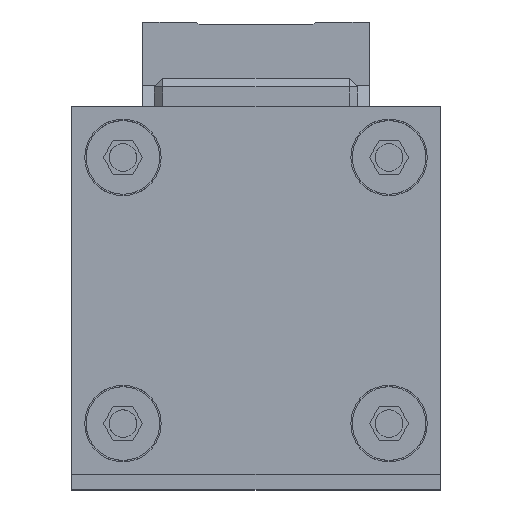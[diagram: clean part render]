
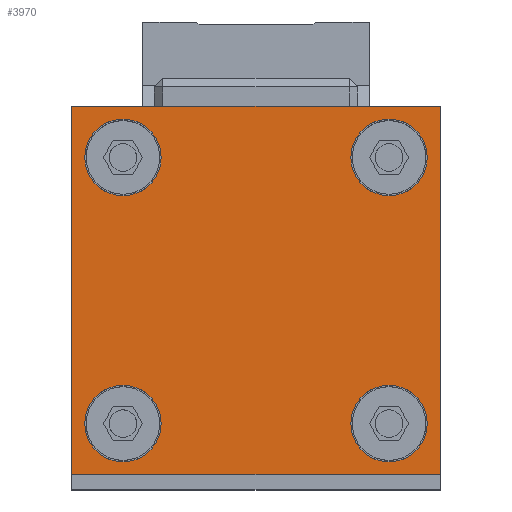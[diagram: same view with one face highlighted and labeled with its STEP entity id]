
A CAD part, top view. The second image highlights one B-rep face of the part: STEP entity #3970.
In plain terms, the highlighted planar face has unit normal (0, 0, 1).
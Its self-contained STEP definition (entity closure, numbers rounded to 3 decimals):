
#100=FACE_BOUND('',#648,.T.);
#101=FACE_BOUND('',#649,.T.);
#102=FACE_BOUND('',#650,.T.);
#103=FACE_BOUND('',#651,.T.);
#104=FACE_BOUND('',#652,.T.);
#180=CIRCLE('',#4230,6.75);
#184=CIRCLE('',#4237,6.75);
#188=CIRCLE('',#4244,6.75);
#192=CIRCLE('',#4251,6.75);
#648=EDGE_LOOP('',(#2949));
#649=EDGE_LOOP('',(#2950));
#650=EDGE_LOOP('',(#2951));
#651=EDGE_LOOP('',(#2952));
#652=EDGE_LOOP('',(#2953,#2954,#2955,#2956));
#1029=LINE('',#6110,#1439);
#1030=LINE('',#6112,#1440);
#1031=LINE('',#6114,#1441);
#1032=LINE('',#6115,#1442);
#1439=VECTOR('',#5026,65.);
#1440=VECTOR('',#5027,65.);
#1441=VECTOR('',#5028,65.);
#1442=VECTOR('',#5029,65.);
#1789=VERTEX_POINT('',#5997);
#1793=VERTEX_POINT('',#6008);
#1797=VERTEX_POINT('',#6019);
#1801=VERTEX_POINT('',#6030);
#1826=VERTEX_POINT('',#6108);
#1827=VERTEX_POINT('',#6109);
#1828=VERTEX_POINT('',#6111);
#1829=VERTEX_POINT('',#6113);
#2190=EDGE_CURVE('',#1789,#1789,#180,.T.);
#2194=EDGE_CURVE('',#1793,#1793,#184,.T.);
#2198=EDGE_CURVE('',#1797,#1797,#188,.T.);
#2202=EDGE_CURVE('',#1801,#1801,#192,.T.);
#2239=EDGE_CURVE('',#1826,#1827,#1029,.T.);
#2240=EDGE_CURVE('',#1828,#1826,#1030,.T.);
#2241=EDGE_CURVE('',#1829,#1828,#1031,.T.);
#2242=EDGE_CURVE('',#1827,#1829,#1032,.T.);
#2949=ORIENTED_EDGE('',*,*,#2190,.T.);
#2950=ORIENTED_EDGE('',*,*,#2194,.T.);
#2951=ORIENTED_EDGE('',*,*,#2198,.T.);
#2952=ORIENTED_EDGE('',*,*,#2202,.T.);
#2953=ORIENTED_EDGE('',*,*,#2239,.F.);
#2954=ORIENTED_EDGE('',*,*,#2240,.F.);
#2955=ORIENTED_EDGE('',*,*,#2241,.F.);
#2956=ORIENTED_EDGE('',*,*,#2242,.F.);
#3503=PLANE('',#4267);
#3970=ADVANCED_FACE('',(#100,#101,#102,#103,#104),#3503,.T.);
#4230=AXIS2_PLACEMENT_3D('',#5998,#4914,#4915);
#4237=AXIS2_PLACEMENT_3D('',#6009,#4928,#4929);
#4244=AXIS2_PLACEMENT_3D('',#6020,#4942,#4943);
#4251=AXIS2_PLACEMENT_3D('',#6031,#4956,#4957);
#4267=AXIS2_PLACEMENT_3D('',#6107,#5024,#5025);
#4914=DIRECTION('center_axis',(0.,0.,-1.));
#4915=DIRECTION('ref_axis',(-1.,0.,0.));
#4928=DIRECTION('center_axis',(0.,0.,-1.));
#4929=DIRECTION('ref_axis',(-1.,0.,0.));
#4942=DIRECTION('center_axis',(0.,0.,-1.));
#4943=DIRECTION('ref_axis',(-1.,0.,0.));
#4956=DIRECTION('center_axis',(0.,0.,-1.));
#4957=DIRECTION('ref_axis',(-1.,0.,0.));
#5024=DIRECTION('center_axis',(0.,0.,1.));
#5025=DIRECTION('ref_axis',(1.,0.,0.));
#5026=DIRECTION('',(0.,-1.,0.));
#5027=DIRECTION('',(1.,0.,0.));
#5028=DIRECTION('',(0.,1.,0.));
#5029=DIRECTION('',(-1.,0.,0.));
#5997=CARTESIAN_POINT('',(30.25,19.,1540.));
#5998=CARTESIAN_POINT('Origin',(23.5,19.,1540.));
#6008=CARTESIAN_POINT('',(-16.75,19.,1540.));
#6009=CARTESIAN_POINT('Origin',(-23.5,19.,1540.));
#6019=CARTESIAN_POINT('',(30.25,-28.,1540.));
#6020=CARTESIAN_POINT('Origin',(23.5,-28.,1540.));
#6030=CARTESIAN_POINT('',(-16.75,-28.,1540.));
#6031=CARTESIAN_POINT('Origin',(-23.5,-28.,1540.));
#6107=CARTESIAN_POINT('Origin',(0.,-4.5,1540.));
#6108=CARTESIAN_POINT('',(32.5,28.,1540.));
#6109=CARTESIAN_POINT('',(32.5,-37.,1540.));
#6110=CARTESIAN_POINT('',(32.5,28.,1540.));
#6111=CARTESIAN_POINT('',(-32.5,28.,1540.));
#6112=CARTESIAN_POINT('',(-32.5,28.,1540.));
#6113=CARTESIAN_POINT('',(-32.5,-37.,1540.));
#6114=CARTESIAN_POINT('',(-32.5,-37.,1540.));
#6115=CARTESIAN_POINT('',(32.5,-37.,1540.));
